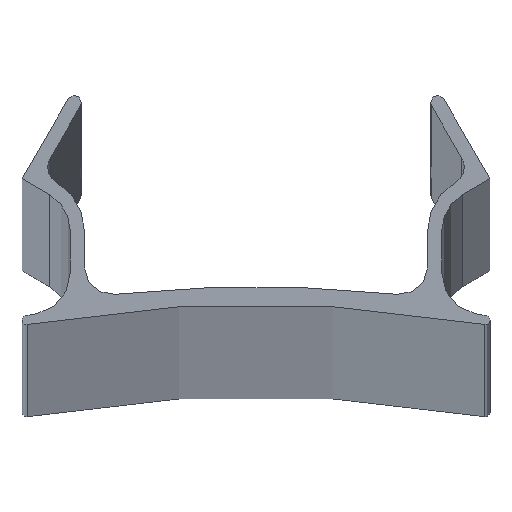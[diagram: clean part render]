
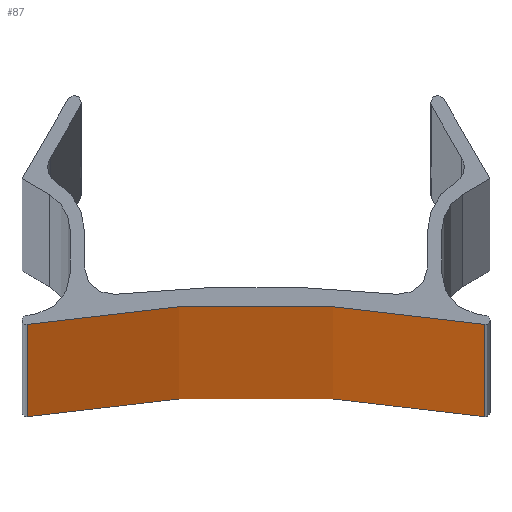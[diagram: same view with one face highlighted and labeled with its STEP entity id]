
A CAD part, top view. The second image highlights one B-rep face of the part: STEP entity #87.
In plain terms, the highlighted cylindrical face has radius 76.2 mm (diameter 152.4 mm), a partial arc.
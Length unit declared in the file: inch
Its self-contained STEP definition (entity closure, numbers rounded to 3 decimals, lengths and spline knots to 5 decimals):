
#87=ADVANCED_FACE('',(#190),#191,.F.);
#190=FACE_OUTER_BOUND('',#306,.T.);
#191=CYLINDRICAL_SURFACE('',#307,3.0);
#306=EDGE_LOOP('',(#541,#542,#543,#544));
#307=AXIS2_PLACEMENT_3D('',#545,#546,#547);
#541=ORIENTED_EDGE('',*,*,#778,.T.);
#542=ORIENTED_EDGE('',*,*,#825,.F.);
#543=ORIENTED_EDGE('',*,*,#783,.F.);
#544=ORIENTED_EDGE('',*,*,#826,.T.);
#545=CARTESIAN_POINT('',(0.0,-3.04,0.0));
#546=DIRECTION('',(-0.0,-0.0,-1.0));
#547=DIRECTION('',(1.0,0.0,0.0));
#778=EDGE_CURVE('',#960,#958,#961,.T.);
#783=EDGE_CURVE('',#966,#968,#969,.T.);
#825=EDGE_CURVE('',#968,#958,#1032,.T.);
#826=EDGE_CURVE('',#966,#960,#1033,.T.);
#958=VERTEX_POINT('',#1186);
#960=VERTEX_POINT('',#1188);
#961=CIRCLE('',#1189,3.0);
#966=VERTEX_POINT('',#1194);
#968=VERTEX_POINT('',#1196);
#969=CIRCLE('',#1197,3.0);
#1032=LINE('',#1277,#1278);
#1033=LINE('',#1279,#1280);
#1186=CARTESIAN_POINT('',(-0.51967,-0.08535,120.0));
#1188=CARTESIAN_POINT('',(0.51967,-0.08535,120.0));
#1189=AXIS2_PLACEMENT_3D('',#1431,#1432,#1433);
#1194=CARTESIAN_POINT('',(0.51967,-0.08535,0.0));
#1196=CARTESIAN_POINT('',(-0.51967,-0.08535,0.0));
#1197=AXIS2_PLACEMENT_3D('',#1443,#1444,#1445);
#1277=CARTESIAN_POINT('',(-0.51967,-0.08535,0.0));
#1278=VECTOR('',#1514,1.0);
#1279=CARTESIAN_POINT('',(0.51967,-0.08535,0.0));
#1280=VECTOR('',#1515,1.0);
#1431=CARTESIAN_POINT('',(0.0,-3.04,120.0));
#1432=DIRECTION('',(0.0,0.0,1.0));
#1433=DIRECTION('',(1.0,0.0,0.0));
#1443=CARTESIAN_POINT('',(0.0,-3.04,0.0));
#1444=DIRECTION('',(0.0,0.0,1.0));
#1445=DIRECTION('',(1.0,0.0,-0.0));
#1514=DIRECTION('',(0.0,0.0,1.0));
#1515=DIRECTION('',(0.0,0.0,1.0));
